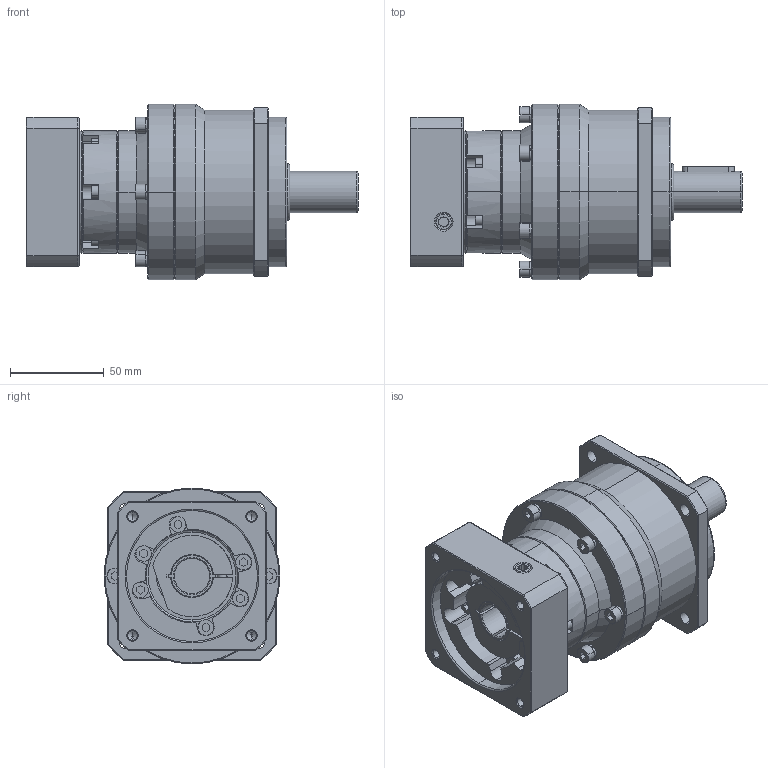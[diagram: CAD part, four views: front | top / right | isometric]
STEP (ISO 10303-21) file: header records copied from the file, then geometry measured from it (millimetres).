
FILE_DESCRIPTION (( 'STEP AP203' ), '1' );
FILE_NAME ('PEH090-L2-19-70-90-M6-A22.STEP', '2024-02-27T08:34:12', ( '' ), ( '' ), 'SwSTEP 2.0', 'SolidWorks 2018', '' );
FILE_SCHEMA (( 'CONFIG_CONTROL_DESIGN' ));
Length unit declared in the file: millimetre
Products named in the file (1): PEH090-L2-19-70-90-M6-A22
Bounding box: 177.5 x 94 x 94 mm (x, y, z)
Volume: 728668.8 mm3; surface area: 123448.5 mm2
Topology: 36 solids, 36 shells, 695 faces, 1599 edges, 1010 vertices
Faces by surface type: plane 329, cylinder 211, cone 97, torus 58
Entity records: 20071 total; most frequent: CARTESIAN_POINT 3927, DIRECTION 3526, ORIENTED_EDGE 3178, EDGE_CURVE 1589, AXIS2_PLACEMENT_3D 1333, VERTEX_POINT 1010, VECTOR 860, LINE 860
